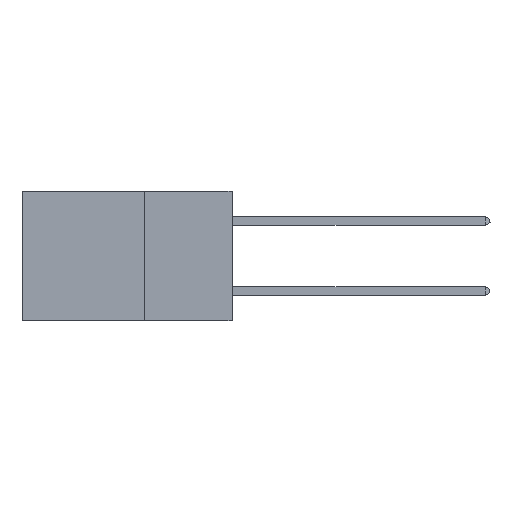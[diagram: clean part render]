
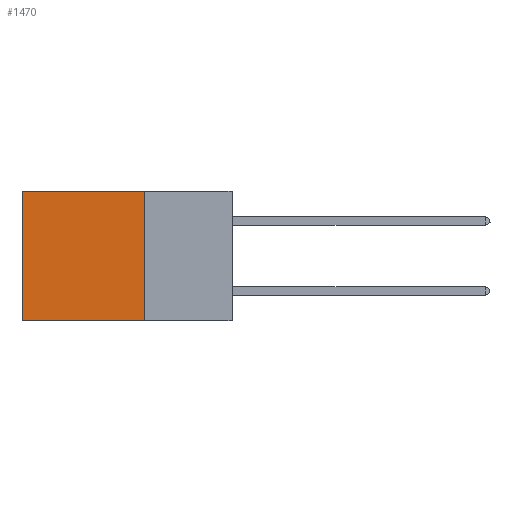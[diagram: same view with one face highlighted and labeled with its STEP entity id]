
A CAD part, left-side view. The second image highlights one B-rep face of the part: STEP entity #1470.
In plain terms, the highlighted planar face has unit normal (-1, 0, 0).
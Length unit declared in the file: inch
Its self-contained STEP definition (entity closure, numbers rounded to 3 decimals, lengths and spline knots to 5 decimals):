
#577 = CARTESIAN_POINT ( 'NONE',  ( 0.2875, 0.6, 0. ) ) ;
#1470 = ADVANCED_FACE ( 'NONE', ( #9991 ), #14318, .F. ) ;
#3240 = EDGE_LOOP ( 'NONE', ( #40263, #37004, #26427, #11712 ) ) ;
#3811 = VECTOR ( 'NONE', #34865, 39.37008 ) ;
#4845 = CARTESIAN_POINT ( 'NONE',  ( 0.2875, 0.25, 0. ) ) ;
#5486 = CARTESIAN_POINT ( 'NONE',  ( 0.2875, 0.25, -0.37 ) ) ;
#7418 = EDGE_CURVE ( 'NONE', #22159, #17330, #11831, .T. ) ;
#9991 = FACE_OUTER_BOUND ( 'NONE', #3240, .T. ) ;
#10054 = CARTESIAN_POINT ( 'NONE',  ( 0.2875, 0.6, 0. ) ) ;
#11024 = DIRECTION ( 'NONE',  ( 1., 0., 0. ) ) ;
#11070 = VECTOR ( 'NONE', #29233, 39.37008 ) ;
#11300 = CARTESIAN_POINT ( 'NONE',  ( 0.2875, 0.25, 0. ) ) ;
#11712 = ORIENTED_EDGE ( 'NONE', *, *, #7418, .T. ) ;
#11831 = LINE ( 'NONE', #11300, #3811 ) ;
#14318 = PLANE ( 'NONE',  #26638 ) ;
#14975 = EDGE_CURVE ( 'NONE', #17330, #30843, #23296, .T. ) ;
#16401 = CARTESIAN_POINT ( 'NONE',  ( 0.2875, 0.6, -0.37 ) ) ;
#17330 = VERTEX_POINT ( 'NONE', #10054 ) ;
#19041 = LINE ( 'NONE', #5486, #11070 ) ;
#20119 = VERTEX_POINT ( 'NONE', #31358 ) ;
#22081 = CARTESIAN_POINT ( 'NONE',  ( 0.2875, 0.25, 0. ) ) ;
#22159 = VERTEX_POINT ( 'NONE', #22081 ) ;
#22237 = VECTOR ( 'NONE', #27876, 39.37008 ) ;
#23296 = LINE ( 'NONE', #577, #22237 ) ;
#25219 = DIRECTION ( 'NONE',  ( 0., 0., -1. ) ) ;
#26222 = LINE ( 'NONE', #4845, #34028 ) ;
#26427 = ORIENTED_EDGE ( 'NONE', *, *, #41900, .F. ) ;
#26638 = AXIS2_PLACEMENT_3D ( 'NONE', #31272, #11024, #34588 ) ;
#27876 = DIRECTION ( 'NONE',  ( 0., 0., -1. ) ) ;
#29233 = DIRECTION ( 'NONE',  ( 0., 1., 0. ) ) ;
#30843 = VERTEX_POINT ( 'NONE', #16401 ) ;
#31272 = CARTESIAN_POINT ( 'NONE',  ( 0.2875, 0.25, 0. ) ) ;
#31358 = CARTESIAN_POINT ( 'NONE',  ( 0.2875, 0.25, -0.37 ) ) ;
#34028 = VECTOR ( 'NONE', #25219, 39.37008 ) ;
#34588 = DIRECTION ( 'NONE',  ( 0., 0., -1. ) ) ;
#34865 = DIRECTION ( 'NONE',  ( 0., 1., 0. ) ) ;
#37004 = ORIENTED_EDGE ( 'NONE', *, *, #39165, .F. ) ;
#39165 = EDGE_CURVE ( 'NONE', #20119, #30843, #19041, .T. ) ;
#40263 = ORIENTED_EDGE ( 'NONE', *, *, #14975, .T. ) ;
#41900 = EDGE_CURVE ( 'NONE', #22159, #20119, #26222, .T. ) ;
